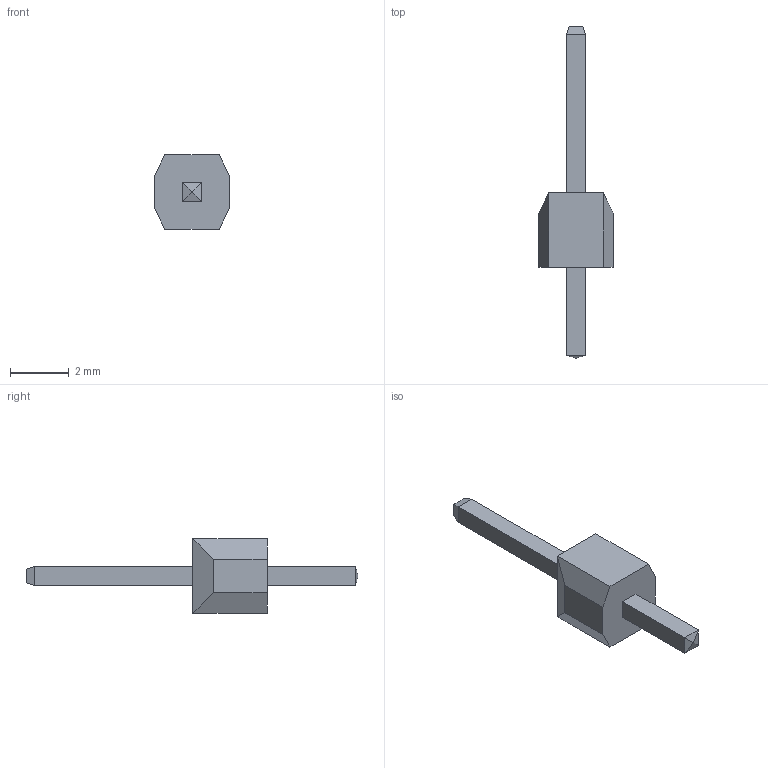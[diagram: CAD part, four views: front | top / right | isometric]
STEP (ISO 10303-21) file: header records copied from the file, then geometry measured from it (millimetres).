
FILE_DESCRIPTION (( 'STEP AP214' ), '1' );
FILE_NAME ('male header.STEP', '2017-12-27T06:28:54', ( '' ), ( '' ), 'SwSTEP 2.0', 'SolidWorks 2015', '' );
FILE_SCHEMA (( 'AUTOMOTIVE_DESIGN' ));
Length unit declared in the file: millimetre
Products named in the file (2): male header
Bounding box: 2.54 x 11.34 x 2.54 mm (x, y, z)
Volume: 18.4 mm3; surface area: 56.4 mm2
Topology: 1 solids, 1 shells, 30 faces, 66 edges, 40 vertices
Faces by surface type: plane 30
Entity records: 843 total; most frequent: CARTESIAN_POINT 138, ORIENTED_EDGE 132, DIRECTION 130, LINE 66, EDGE_CURVE 66, VECTOR 66, VERTEX_POINT 40, AXIS2_PLACEMENT_3D 32
